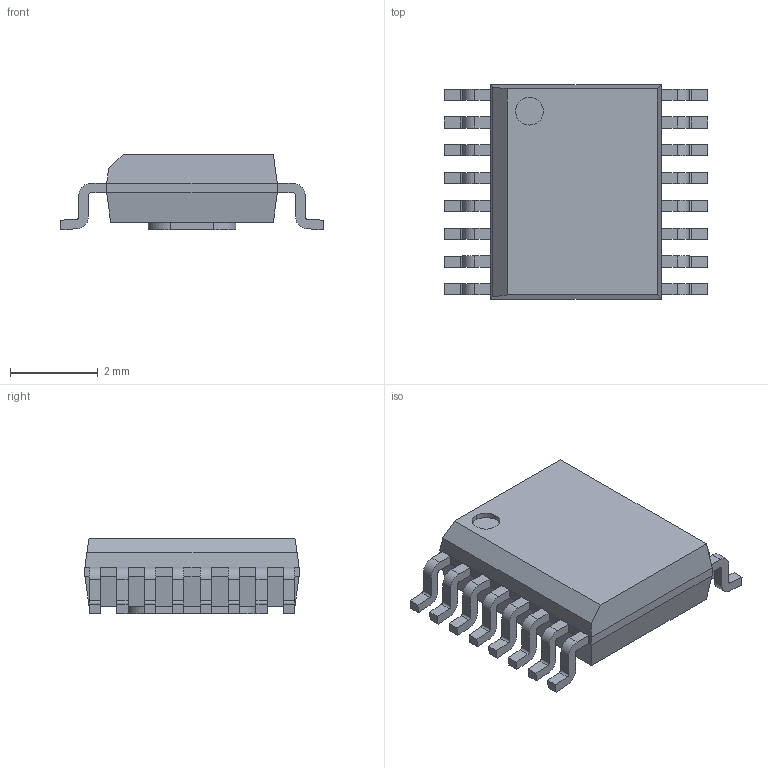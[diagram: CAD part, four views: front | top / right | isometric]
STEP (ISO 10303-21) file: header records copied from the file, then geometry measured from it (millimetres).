
FILE_DESCRIPTION(('FreeCAD Model'),'2;1');
FILE_NAME('Open CASCADE Shape Model','2025-07-24T13:19:02',( 'kicad StepUp'),('ksu MCAD'),'Open CASCADE STEP processor 7.9', 'FreeCAD','Unknown');
FILE_SCHEMA(('AUTOMOTIVE_DESIGN { 1 0 10303 214 1 1 1 1 }'));
Length unit declared in the file: millimetre
Products named in the file (19): MAX6951; MAX6951_001; MAX6951_002; MAX6951_003; MAX6951_004; MAX6951_005; MAX6951_006; MAX6951_007; MAX6951_008; MAX6951_009; MAX6951_010; MAX6951_011; MAX6951_012; MAX6951_013; MAX6951_014; MAX6951_015; MAX6951_016; MAX6951_017; MAX695_018
Assembly tree (18 placements, depth 2):
  MAX6951
    MAX6951_001
    MAX6951_002
    MAX6951_003
    MAX6951_004
    MAX6951_005
    MAX6951_006
    MAX6951_007
    MAX6951_008
    MAX6951_009
    MAX6951_010
    MAX6951_011
    MAX6951_012
    MAX6951_013
    MAX6951_014
    MAX6951_015
    MAX6951_016
    MAX6951_017
    MAX695_018
Bounding box: 6.02 x 4.89 x 1.73 mm (x, y, z)
Volume: 30.7 mm3; surface area: 102.3 mm2
Topology: 18 solids, 18 shells, 252 faces, 637 edges, 422 vertices
Faces by surface type: plane 182, cylinder 70
Entity records: 8020 total; most frequent: CARTESIAN_POINT 1330, DIRECTION 1319, ORIENTED_EDGE 1274, EDGE_CURVE 637, LINE 497, VECTOR 497, VERTEX_POINT 422, AXIS2_PLACEMENT_3D 411
